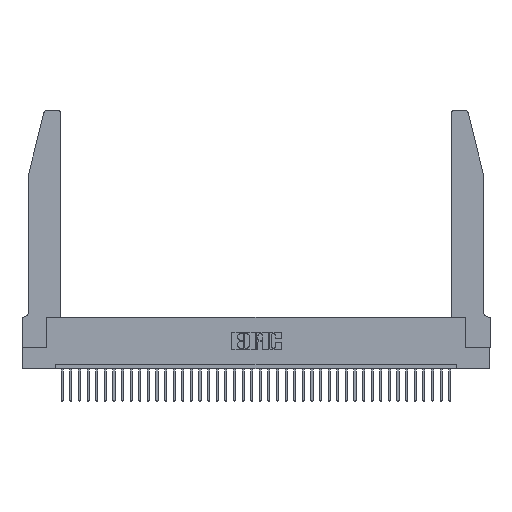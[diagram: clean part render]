
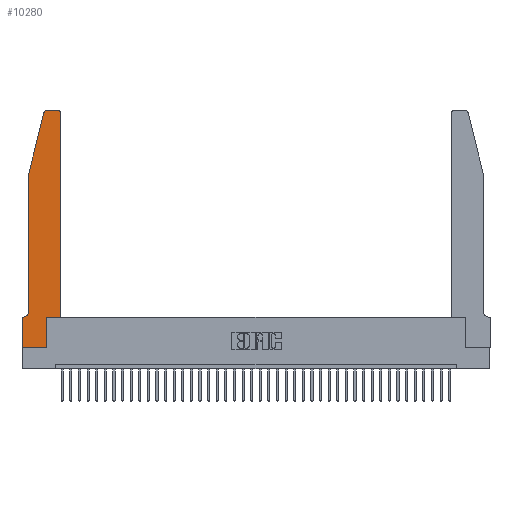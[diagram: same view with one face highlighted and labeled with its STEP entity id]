
A CAD part, top view. The second image highlights one B-rep face of the part: STEP entity #10280.
In plain terms, the highlighted planar face has unit normal (0, 0, 1).
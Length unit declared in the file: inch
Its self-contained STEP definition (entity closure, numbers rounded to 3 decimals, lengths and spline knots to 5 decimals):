
#765 = EDGE_CURVE ( 'NONE', #16792, #11098, #19738, .T. ) ;
#844 = CARTESIAN_POINT ( 'NONE',  ( 0., 0., 0.37 ) ) ;
#1444 = ORIENTED_EDGE ( 'NONE', *, *, #3160, .T. ) ;
#1669 = DIRECTION ( 'NONE',  ( 0., 0., 1. ) ) ;
#3160 = EDGE_CURVE ( 'NONE', #12603, #35921, #23701, .T. ) ;
#3279 = DIRECTION ( 'NONE',  ( -0.239, -0.971, 0. ) ) ;
#3557 = LINE ( 'NONE', #31847, #19586 ) ;
#3913 = LINE ( 'NONE', #19506, #5803 ) ;
#4289 = DIRECTION ( 'NONE',  ( 1., 0., 0. ) ) ;
#4769 = EDGE_LOOP ( 'NONE', ( #15952, #1444, #25928, #31201, #38720, #26153, #38866, #12988, #13415, #23312, #6753, #17622 ) ) ;
#5191 = DIRECTION ( 'NONE',  ( 0., 1., 0. ) ) ;
#5248 = CARTESIAN_POINT ( 'NONE',  ( 0.2605, 2.75, 0.37 ) ) ;
#5378 = DIRECTION ( 'NONE',  ( -1., 0., 0. ) ) ;
#5724 = CARTESIAN_POINT ( 'NONE',  ( 0.2865, 0.35, 0.37 ) ) ;
#5803 = VECTOR ( 'NONE', #22502, 39.37008 ) ;
#6721 = DIRECTION ( 'NONE',  ( 0., -1., 0. ) ) ;
#6753 = ORIENTED_EDGE ( 'NONE', *, *, #20027, .T. ) ;
#7645 = VERTEX_POINT ( 'NONE', #10742 ) ;
#8218 = VERTEX_POINT ( 'NONE', #844 ) ;
#8744 = VERTEX_POINT ( 'NONE', #30832 ) ;
#9074 = CARTESIAN_POINT ( 'NONE',  ( 0.284, 2.75, 0.37 ) ) ;
#9580 = LINE ( 'NONE', #21292, #38240 ) ;
#9933 = CARTESIAN_POINT ( 'NONE',  ( 0., 0.35, 0.37 ) ) ;
#10280 = ADVANCED_FACE ( 'NONE', ( #17210 ), #27878, .T. ) ;
#10713 = DIRECTION ( 'NONE',  ( 1., 0., 0. ) ) ;
#10742 = CARTESIAN_POINT ( 'NONE',  ( 0.0755, 2., 0.37 ) ) ;
#11098 = VERTEX_POINT ( 'NONE', #28778 ) ;
#11488 = EDGE_CURVE ( 'NONE', #12180, #18738, #3913, .T. ) ;
#12180 = VERTEX_POINT ( 'NONE', #24379 ) ;
#12238 = CIRCLE ( 'NONE', #18087, 0.07 ) ;
#12603 = VERTEX_POINT ( 'NONE', #9074 ) ;
#12988 = ORIENTED_EDGE ( 'NONE', *, *, #24120, .T. ) ;
#13303 = VECTOR ( 'NONE', #17833, 39.37008 ) ;
#13415 = ORIENTED_EDGE ( 'NONE', *, *, #30011, .T. ) ;
#14232 = LINE ( 'NONE', #37029, #17513 ) ;
#14288 = LINE ( 'NONE', #5724, #13303 ) ;
#14652 = VERTEX_POINT ( 'NONE', #33469 ) ;
#14653 = VECTOR ( 'NONE', #5378, 39.37008 ) ;
#15952 = ORIENTED_EDGE ( 'NONE', *, *, #35465, .T. ) ;
#16640 = AXIS2_PLACEMENT_3D ( 'NONE', #19368, #34792, #16880 ) ;
#16792 = VERTEX_POINT ( 'NONE', #21956 ) ;
#16869 = LINE ( 'NONE', #26709, #19696 ) ;
#16880 = DIRECTION ( 'NONE',  ( 1., 0., 0. ) ) ;
#16943 = LINE ( 'NONE', #24465, #24382 ) ;
#17210 = FACE_OUTER_BOUND ( 'NONE', #4769, .T. ) ;
#17513 = VECTOR ( 'NONE', #30598, 39.37008 ) ;
#17622 = ORIENTED_EDGE ( 'NONE', *, *, #765, .T. ) ;
#17833 = DIRECTION ( 'NONE',  ( 0., 1., 0. ) ) ;
#17953 = EDGE_CURVE ( 'NONE', #7645, #21462, #16943, .T. ) ;
#18087 = AXIS2_PLACEMENT_3D ( 'NONE', #37184, #37457, #34317 ) ;
#18738 = VERTEX_POINT ( 'NONE', #19482 ) ;
#19368 = CARTESIAN_POINT ( 'NONE',  ( 0.284, 2.72, 0.37 ) ) ;
#19482 = CARTESIAN_POINT ( 'NONE',  ( 0.4505, 0.35, 0.37 ) ) ;
#19506 = CARTESIAN_POINT ( 'NONE',  ( 0.4505, 0.35, 0.37 ) ) ;
#19586 = VECTOR ( 'NONE', #34865, 39.37008 ) ;
#19693 = CARTESIAN_POINT ( 'NONE',  ( 0.4205, 2.72, 0.37 ) ) ;
#19696 = VECTOR ( 'NONE', #5191, 39.37008 ) ;
#19738 = CIRCLE ( 'NONE', #26265, 0.03 ) ;
#19806 = DIRECTION ( 'NONE',  ( 0., -1., 0. ) ) ;
#20024 = CARTESIAN_POINT ( 'NONE',  ( 0., 0.35, 0.37 ) ) ;
#20027 = EDGE_CURVE ( 'NONE', #18738, #16792, #16869, .T. ) ;
#21292 = CARTESIAN_POINT ( 'NONE',  ( 0.0755, 2., 0.37 ) ) ;
#21462 = VERTEX_POINT ( 'NONE', #22180 ) ;
#21956 = CARTESIAN_POINT ( 'NONE',  ( 0.4505, 2.72, 0.37 ) ) ;
#21984 = EDGE_CURVE ( 'NONE', #36600, #8218, #34049, .T. ) ;
#22163 = DIRECTION ( 'NONE',  ( 0., 0., 1. ) ) ;
#22180 = CARTESIAN_POINT ( 'NONE',  ( 0.0755, 0.42, 0.37 ) ) ;
#22502 = DIRECTION ( 'NONE',  ( 1., 0., 0. ) ) ;
#23312 = ORIENTED_EDGE ( 'NONE', *, *, #11488, .T. ) ;
#23701 = CIRCLE ( 'NONE', #16640, 0.03 ) ;
#24120 = EDGE_CURVE ( 'NONE', #8218, #8744, #14232, .T. ) ;
#24379 = CARTESIAN_POINT ( 'NONE',  ( 0.2865, 0.35, 0.37 ) ) ;
#24382 = VECTOR ( 'NONE', #6721, 39.37008 ) ;
#24465 = CARTESIAN_POINT ( 'NONE',  ( 0.0755, 2., 0.37 ) ) ;
#25141 = VECTOR ( 'NONE', #19806, 39.37008 ) ;
#25870 = LINE ( 'NONE', #5248, #14653 ) ;
#25928 = ORIENTED_EDGE ( 'NONE', *, *, #33655, .T. ) ;
#26026 = EDGE_CURVE ( 'NONE', #21462, #14652, #12238, .T. ) ;
#26153 = ORIENTED_EDGE ( 'NONE', *, *, #32296, .T. ) ;
#26265 = AXIS2_PLACEMENT_3D ( 'NONE', #19693, #1669, #10713 ) ;
#26709 = CARTESIAN_POINT ( 'NONE',  ( 0.4505, 0.35, 0.37 ) ) ;
#27878 = PLANE ( 'NONE',  #31121 ) ;
#28778 = CARTESIAN_POINT ( 'NONE',  ( 0.4205, 2.75, 0.37 ) ) ;
#30011 = EDGE_CURVE ( 'NONE', #8744, #12180, #14288, .T. ) ;
#30598 = DIRECTION ( 'NONE',  ( 1., 0., 0. ) ) ;
#30832 = CARTESIAN_POINT ( 'NONE',  ( 0.2865, 0., 0.37 ) ) ;
#31121 = AXIS2_PLACEMENT_3D ( 'NONE', #9933, #22163, #4289 ) ;
#31201 = ORIENTED_EDGE ( 'NONE', *, *, #17953, .T. ) ;
#31847 = CARTESIAN_POINT ( 'NONE',  ( 0.0755, 0.35, 0.37 ) ) ;
#32296 = EDGE_CURVE ( 'NONE', #14652, #36600, #3557, .T. ) ;
#33469 = CARTESIAN_POINT ( 'NONE',  ( 0.0055, 0.35, 0.37 ) ) ;
#33655 = EDGE_CURVE ( 'NONE', #35921, #7645, #9580, .T. ) ;
#34049 = LINE ( 'NONE', #38091, #25141 ) ;
#34317 = DIRECTION ( 'NONE',  ( -1., 0., 0. ) ) ;
#34584 = CARTESIAN_POINT ( 'NONE',  ( 0.25487, 2.72718, 0.37 ) ) ;
#34792 = DIRECTION ( 'NONE',  ( 0., 0., 1. ) ) ;
#34865 = DIRECTION ( 'NONE',  ( -1., 0., 0. ) ) ;
#35465 = EDGE_CURVE ( 'NONE', #11098, #12603, #25870, .T. ) ;
#35921 = VERTEX_POINT ( 'NONE', #34584 ) ;
#36600 = VERTEX_POINT ( 'NONE', #20024 ) ;
#37029 = CARTESIAN_POINT ( 'NONE',  ( 0., 0., 0.37 ) ) ;
#37184 = CARTESIAN_POINT ( 'NONE',  ( 0.0055, 0.42, 0.37 ) ) ;
#37457 = DIRECTION ( 'NONE',  ( 0., 0., -1. ) ) ;
#38091 = CARTESIAN_POINT ( 'NONE',  ( 0., 0., 0.37 ) ) ;
#38240 = VECTOR ( 'NONE', #3279, 39.37008 ) ;
#38720 = ORIENTED_EDGE ( 'NONE', *, *, #26026, .T. ) ;
#38866 = ORIENTED_EDGE ( 'NONE', *, *, #21984, .T. ) ;
